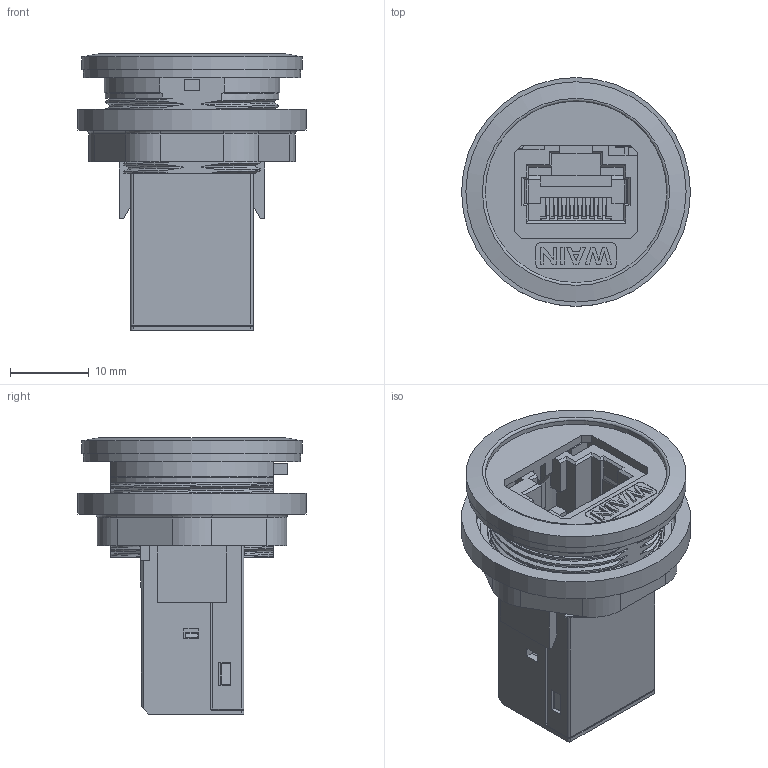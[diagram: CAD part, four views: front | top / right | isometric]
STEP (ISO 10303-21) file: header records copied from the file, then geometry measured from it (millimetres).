
FILE_DESCRIPTION(/* description */ (''),/* implementation_level */ '2;1');
FILE_NAME(/* name */ '1350011120001-WP-RJ45-JACK.stp',/* time_stamp */ '2023-08-31T13:13:12+08:00',/* author */ (''),/* organization */ (''),/* preprocessor_version */ 'ST-DEVELOPER v18.1',/* originating_system */ 'SIEMENS PLM Software NX 1980',/* authorisation */ '');
FILE_SCHEMA (('AUTOMOTIVE_DESIGN { 1 0 10303 214 3 1 1 1 }'));
Products named in the file (1): ghlv252899A98i8a
Bounding box: 29 x 29 x 35 mm (x, y, z)
Volume: 6853.2 mm3; surface area: 11722.5 mm2
Topology: 1 solids, 55 shells, 1674 faces, 4564 edges, 2932 vertices
Faces by surface type: plane 1269, cylinder 279, bspline 86, torus 21, sphere 12, cone 5, extrusion 2
Full cylindrical faces by diameter (mm): 1.25 x8, 22.6 x1, 23 x1, 25.35 x1, 27.5 x1, 27.9 x1, 29 x1
Entity records: 89374 total; most frequent: CARTESIAN_POINT 37987, ORIENTED_EDGE 9052, DIRECTION 7851, EDGE_CURVE 4526, VECTOR 3531, LINE 3529, VERTEX_POINT 2916, AXIS2_PLACEMENT_3D 2160
